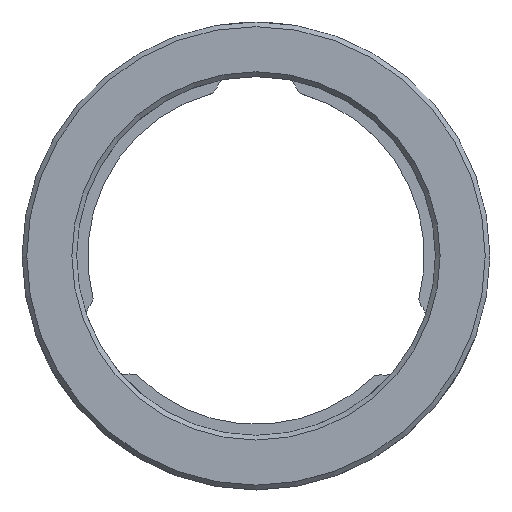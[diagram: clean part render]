
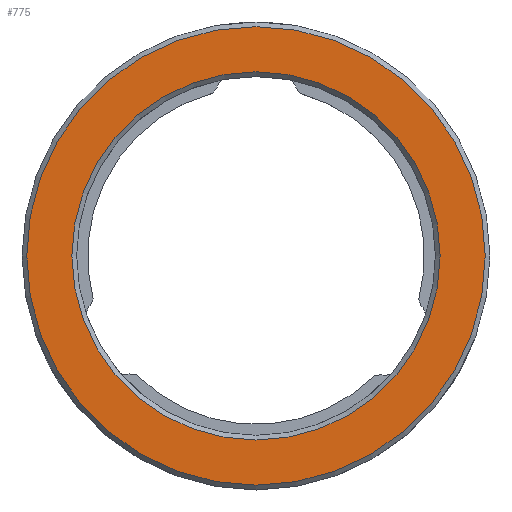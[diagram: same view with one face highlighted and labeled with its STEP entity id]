
A CAD part, top view. The second image highlights one B-rep face of the part: STEP entity #775.
In plain terms, the highlighted planar face has unit normal (0, 0, 1).
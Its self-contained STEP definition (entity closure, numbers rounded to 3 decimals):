
#16=PLANE('',#835);
#48=FACE_BOUND('',#139,.T.);
#90=FACE_OUTER_BOUND('',#138,.T.);
#138=EDGE_LOOP('',(#561));
#139=EDGE_LOOP('',(#562));
#334=CIRCLE('',#834,24.5);
#335=CIRCLE('',#836,19.675);
#362=VERTEX_POINT('',#1315);
#363=VERTEX_POINT('',#1319);
#440=EDGE_CURVE('',#362,#362,#334,.T.);
#442=EDGE_CURVE('',#363,#363,#335,.T.);
#561=ORIENTED_EDGE('',*,*,#440,.F.);
#562=ORIENTED_EDGE('',*,*,#442,.F.);
#775=ADVANCED_FACE('',(#90,#48),#16,.T.);
#834=AXIS2_PLACEMENT_3D('',#1316,#909,#910);
#835=AXIS2_PLACEMENT_3D('',#1318,#912,#913);
#836=AXIS2_PLACEMENT_3D('',#1320,#914,#915);
#909=DIRECTION('center_axis',(0.,0.,-1.));
#910=DIRECTION('ref_axis',(1.,0.,0.));
#912=DIRECTION('center_axis',(0.,0.,1.));
#913=DIRECTION('ref_axis',(1.,0.,0.));
#914=DIRECTION('center_axis',(0.,0.,1.));
#915=DIRECTION('ref_axis',(1.,0.,0.));
#1315=CARTESIAN_POINT('',(-24.5,0.,10.));
#1316=CARTESIAN_POINT('Origin',(0.,0.,10.));
#1318=CARTESIAN_POINT('Origin',(0.,0.,10.));
#1319=CARTESIAN_POINT('',(-19.675,0.,10.));
#1320=CARTESIAN_POINT('Origin',(0.,0.,10.));
